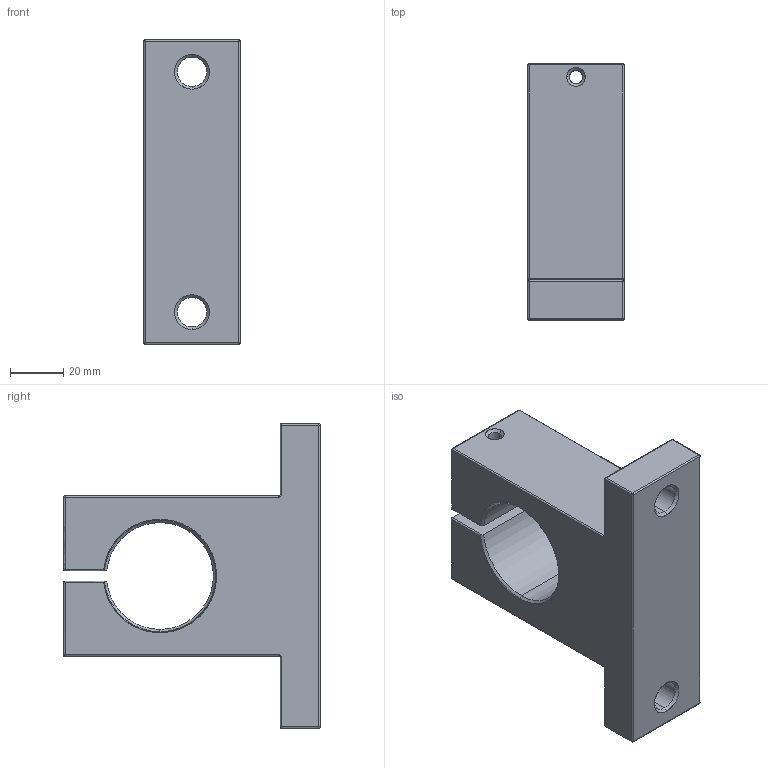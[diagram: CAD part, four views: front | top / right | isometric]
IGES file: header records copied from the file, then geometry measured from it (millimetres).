
Start section: SolidWorks IGES file using analytic representation for surfaces
Global section: file name: Îïîðà ñòîéêà SK-40 (SH-40).IGS; native system: SolidWorks 2019; preprocessor: SolidWorks 2019; author: Êîíñòðóêòîð; date: 190523.130133; units: millimetre
Bounding box: 36 x 96 x 114 mm (x, y, z)
Surface area: 32020.7 mm2 (no closed solid volume)
Topology: 0 solids, 0 shells, 100 faces, 1158 edges, 1365 vertices
Faces by surface type: revolution 74, bspline 26
